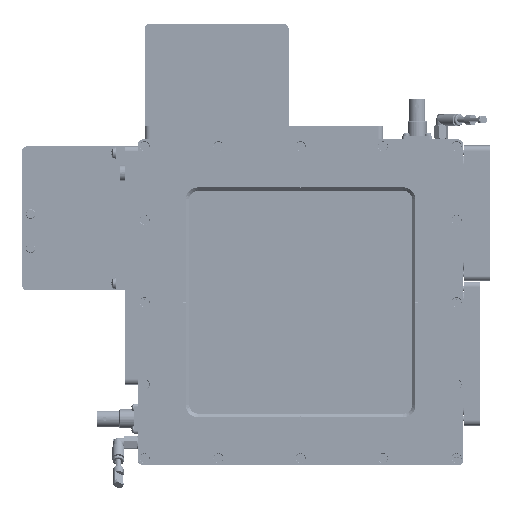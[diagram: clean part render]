
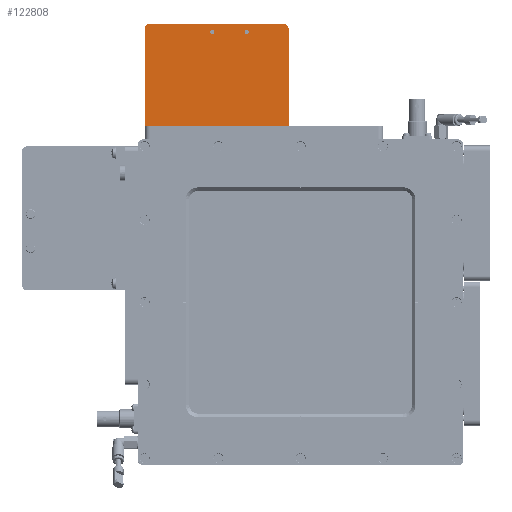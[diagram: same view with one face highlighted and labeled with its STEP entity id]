
A CAD part, top view. The second image highlights one B-rep face of the part: STEP entity #122808.
In plain terms, the highlighted planar face has unit normal (0, 0, 1).
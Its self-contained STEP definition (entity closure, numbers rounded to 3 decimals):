
#1620 = FACE_OUTER_BOUND ( 'NONE', #277727, .T. ) ;
#2713 = VECTOR ( 'NONE', #238246, 1000. ) ;
#3592 = DIRECTION ( 'NONE',  ( -1., 0., 0. ) ) ;
#6280 = EDGE_CURVE ( 'NONE', #255851, #298458, #307821, .T. ) ;
#7139 = CARTESIAN_POINT ( 'NONE',  ( -7., 102.587, 7.5 ) ) ;
#7854 = EDGE_CURVE ( 'NONE', #135855, #24224, #302957, .T. ) ;
#8194 = DIRECTION ( 'NONE',  ( 1., 0., 0. ) ) ;
#19272 = EDGE_CURVE ( 'NONE', #46967, #298458, #130426, .T. ) ;
#24224 = VERTEX_POINT ( 'NONE', #342947 ) ;
#24283 = DIRECTION ( 'NONE',  ( -1., 0., 0. ) ) ;
#31454 = CARTESIAN_POINT ( 'NONE',  ( -91., 162.587, 7.5 ) ) ;
#46967 = VERTEX_POINT ( 'NONE', #7139 ) ;
#49400 = AXIS2_PLACEMENT_3D ( 'NONE', #285218, #196088, #166477 ) ;
#51783 = CIRCLE ( 'NONE', #363905, 1.25 ) ;
#51868 = CARTESIAN_POINT ( 'NONE',  ( -31.5, 157.587, 7.5 ) ) ;
#52881 = ORIENTED_EDGE ( 'NONE', *, *, #19272, .F. ) ;
#53610 = LINE ( 'NONE', #79725, #201589 ) ;
#68632 = CARTESIAN_POINT ( 'NONE',  ( -10., 159.587, 7.5 ) ) ;
#75018 = AXIS2_PLACEMENT_3D ( 'NONE', #51868, #258749, #81717 ) ;
#79725 = CARTESIAN_POINT ( 'NONE',  ( -7., 162.587, 7.5 ) ) ;
#81717 = DIRECTION ( 'NONE',  ( -1., 0., 0. ) ) ;
#88645 = VERTEX_POINT ( 'NONE', #201805 ) ;
#92170 = CIRCLE ( 'NONE', #224926, 1.25 ) ;
#95319 = AXIS2_PLACEMENT_3D ( 'NONE', #362182, #185313, #8194 ) ;
#96050 = CIRCLE ( 'NONE', #130048, 3. ) ;
#98480 = DIRECTION ( 'NONE',  ( 1., 0., 0. ) ) ;
#100872 = AXIS2_PLACEMENT_3D ( 'NONE', #148354, #354834, #178049 ) ;
#105629 = DIRECTION ( 'NONE',  ( 0., 0., 1. ) ) ;
#109529 = DIRECTION ( 'NONE',  ( 0., -1., 0. ) ) ;
#109970 = VECTOR ( 'NONE', #121970, 1000. ) ;
#112945 = EDGE_CURVE ( 'NONE', #370400, #46967, #53610, .T. ) ;
#119376 = EDGE_CURVE ( 'NONE', #88645, #131367, #51783, .T. ) ;
#121970 = DIRECTION ( 'NONE',  ( -1., 0., 0. ) ) ;
#122808 = ADVANCED_FACE ( 'NONE', ( #237486, #159026, #1620 ), #383304, .F. ) ;
#130048 = AXIS2_PLACEMENT_3D ( 'NONE', #68632, #275392, #98480 ) ;
#130426 = LINE ( 'NONE', #244267, #278208 ) ;
#131367 = VERTEX_POINT ( 'NONE', #242753 ) ;
#132270 = CARTESIAN_POINT ( 'NONE',  ( -10., 162.587, 7.5 ) ) ;
#135855 = VERTEX_POINT ( 'NONE', #342084 ) ;
#146353 = CIRCLE ( 'NONE', #75018, 1.25 ) ;
#147116 = EDGE_CURVE ( 'NONE', #327152, #280877, #267046, .T. ) ;
#148354 = CARTESIAN_POINT ( 'NONE',  ( -7., 162.587, 7.5 ) ) ;
#148497 = CARTESIAN_POINT ( 'NONE',  ( -91., 102.587, 7.5 ) ) ;
#150663 = EDGE_CURVE ( 'NONE', #370400, #327152, #96050, .T. ) ;
#159026 = FACE_BOUND ( 'NONE', #288898, .T. ) ;
#166477 = DIRECTION ( 'NONE',  ( -1., 0., 0. ) ) ;
#167547 = ORIENTED_EDGE ( 'NONE', *, *, #200558, .F. ) ;
#178049 = DIRECTION ( 'NONE',  ( 1., 0., 0. ) ) ;
#180767 = DIRECTION ( 'NONE',  ( 0., 0., 1. ) ) ;
#185313 = DIRECTION ( 'NONE',  ( 0., 0., 1. ) ) ;
#196088 = DIRECTION ( 'NONE',  ( 0., 0., 1. ) ) ;
#200558 = EDGE_CURVE ( 'NONE', #131367, #88645, #92170, .T. ) ;
#201589 = VECTOR ( 'NONE', #109529, 1000. ) ;
#201805 = CARTESIAN_POINT ( 'NONE',  ( -50.25, 157.587, 7.5 ) ) ;
#203865 = ORIENTED_EDGE ( 'NONE', *, *, #6280, .T. ) ;
#224926 = AXIS2_PLACEMENT_3D ( 'NONE', #282476, #105629, #312038 ) ;
#226978 = ORIENTED_EDGE ( 'NONE', *, *, #119376, .F. ) ;
#237486 = FACE_BOUND ( 'NONE', #321825, .T. ) ;
#237766 = CARTESIAN_POINT ( 'NONE',  ( -88., 162.587, 7.5 ) ) ;
#238246 = DIRECTION ( 'NONE',  ( 0., -1., 0. ) ) ;
#242753 = CARTESIAN_POINT ( 'NONE',  ( -52.75, 157.587, 7.5 ) ) ;
#244267 = CARTESIAN_POINT ( 'NONE',  ( -7., 102.587, 7.5 ) ) ;
#246923 = CARTESIAN_POINT ( 'NONE',  ( -91., 159.587, 7.5 ) ) ;
#254400 = EDGE_CURVE ( 'NONE', #24224, #135855, #146353, .T. ) ;
#255594 = CARTESIAN_POINT ( 'NONE',  ( -7., 159.587, 7.5 ) ) ;
#255851 = VERTEX_POINT ( 'NONE', #246923 ) ;
#258749 = DIRECTION ( 'NONE',  ( 0., 0., 1. ) ) ;
#267046 = LINE ( 'NONE', #298659, #109970 ) ;
#275392 = DIRECTION ( 'NONE',  ( 0., 0., 1. ) ) ;
#277727 = EDGE_LOOP ( 'NONE', ( #342752, #352153, #203865, #52881, #308347, #288432 ) ) ;
#278208 = VECTOR ( 'NONE', #24283, 1000. ) ;
#280877 = VERTEX_POINT ( 'NONE', #237766 ) ;
#282476 = CARTESIAN_POINT ( 'NONE',  ( -51.5, 157.587, 7.5 ) ) ;
#284951 = ORIENTED_EDGE ( 'NONE', *, *, #254400, .F. ) ;
#285218 = CARTESIAN_POINT ( 'NONE',  ( -31.5, 157.587, 7.5 ) ) ;
#288432 = ORIENTED_EDGE ( 'NONE', *, *, #150663, .T. ) ;
#288898 = EDGE_LOOP ( 'NONE', ( #284951, #382579 ) ) ;
#298458 = VERTEX_POINT ( 'NONE', #148497 ) ;
#298659 = CARTESIAN_POINT ( 'NONE',  ( -7., 162.587, 7.5 ) ) ;
#302957 = CIRCLE ( 'NONE', #49400, 1.25 ) ;
#307821 = LINE ( 'NONE', #31454, #2713 ) ;
#308347 = ORIENTED_EDGE ( 'NONE', *, *, #112945, .F. ) ;
#312038 = DIRECTION ( 'NONE',  ( -1., 0., 0. ) ) ;
#321825 = EDGE_LOOP ( 'NONE', ( #167547, #226978 ) ) ;
#327152 = VERTEX_POINT ( 'NONE', #132270 ) ;
#342084 = CARTESIAN_POINT ( 'NONE',  ( -30.25, 157.587, 7.5 ) ) ;
#342752 = ORIENTED_EDGE ( 'NONE', *, *, #147116, .T. ) ;
#342947 = CARTESIAN_POINT ( 'NONE',  ( -32.75, 157.587, 7.5 ) ) ;
#352153 = ORIENTED_EDGE ( 'NONE', *, *, #355983, .T. ) ;
#354834 = DIRECTION ( 'NONE',  ( 0., 0., -1. ) ) ;
#355983 = EDGE_CURVE ( 'NONE', #280877, #255851, #370200, .T. ) ;
#357570 = CARTESIAN_POINT ( 'NONE',  ( -51.5, 157.587, 7.5 ) ) ;
#362182 = CARTESIAN_POINT ( 'NONE',  ( -88., 159.587, 7.5 ) ) ;
#363905 = AXIS2_PLACEMENT_3D ( 'NONE', #357570, #180767, #3592 ) ;
#370200 = CIRCLE ( 'NONE', #95319, 3. ) ;
#370400 = VERTEX_POINT ( 'NONE', #255594 ) ;
#382579 = ORIENTED_EDGE ( 'NONE', *, *, #7854, .F. ) ;
#383304 = PLANE ( 'NONE',  #100872 ) ;
